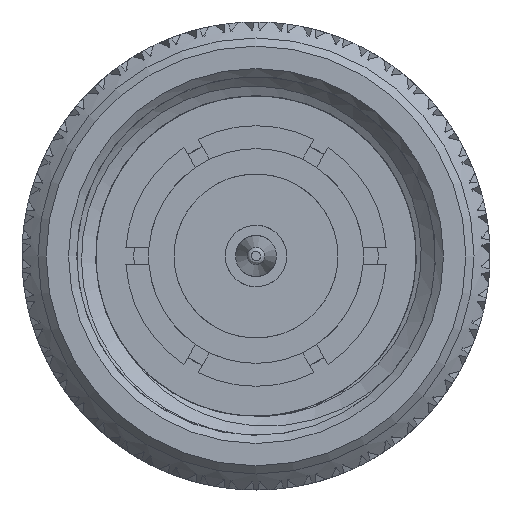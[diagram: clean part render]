
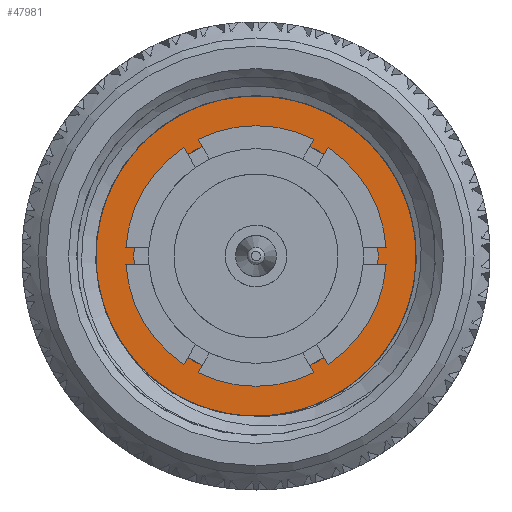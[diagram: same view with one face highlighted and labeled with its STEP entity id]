
A CAD part, left-side view. The second image highlights one B-rep face of the part: STEP entity #47981.
In plain terms, the highlighted planar face has unit normal (-1, 0, 0).
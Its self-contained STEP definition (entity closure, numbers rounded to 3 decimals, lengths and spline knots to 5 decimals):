
#52 = CIRCLE ( 'NONE', #86203, 0.149 ) ;
#2598 = EDGE_CURVE ( 'NONE', #21972, #69034, #91746, .T. ) ;
#3051 = DIRECTION ( 'NONE',  ( 0., 0., 1. ) ) ;
#4473 = CARTESIAN_POINT ( 'NONE',  ( 0.315, -0.14972, 0.15536 ) ) ;
#5560 = CARTESIAN_POINT ( 'NONE',  ( 0.315, 0., 0. ) ) ;
#5586 = CARTESIAN_POINT ( 'NONE',  ( 0.315, -0.04518, -0.1916 ) ) ;
#8496 = CIRCLE ( 'NONE', #103083, 0.21875 ) ;
#11410 = CARTESIAN_POINT ( 'NONE',  ( 0.315, -0.12779, 0.17637 ) ) ;
#11921 = CARTESIAN_POINT ( 'NONE',  ( 0.315, -0.1968, 0.07763 ) ) ;
#12444 = CARTESIAN_POINT ( 'NONE',  ( 0.315, -0.17788, -0.09907 ) ) ;
#13035 = CARTESIAN_POINT ( 'NONE',  ( 0.315, 0., -0.19555 ) ) ;
#13435 = CARTESIAN_POINT ( 'NONE',  ( 0.315, -0.19988, 0.06777 ) ) ;
#18968 = CARTESIAN_POINT ( 'NONE',  ( 0.315, 0., 0. ) ) ;
#19178 = CARTESIAN_POINT ( 'NONE',  ( 0.315, 0., 0. ) ) ;
#19873 = CARTESIAN_POINT ( 'NONE',  ( 0.315, -0.20791, 0.01776 ) ) ;
#20914 = CARTESIAN_POINT ( 'NONE',  ( 0.315, -0.0929, 0.19804 ) ) ;
#21067 = EDGE_CURVE ( 'NONE', #52558, #69034, #8496, .T. ) ;
#21972 = VERTEX_POINT ( 'NONE', #73106 ) ;
#22858 = EDGE_CURVE ( 'NONE', #34580, #34580, #52, .T. ) ;
#31400 = EDGE_CURVE ( 'NONE', #52558, #54869, #44834, .T. ) ;
#34580 = VERTEX_POINT ( 'NONE', #68869 ) ;
#35201 = CARTESIAN_POINT ( 'NONE',  ( 0.315, -0.08576, -0.1772 ) ) ;
#36743 = ORIENTED_EDGE ( 'NONE', *, *, #31400, .T. ) ;
#36780 = CARTESIAN_POINT ( 'NONE',  ( 0.315, -0.20615, 0.03797 ) ) ;
#38406 = CARTESIAN_POINT ( 'NONE',  ( 0.315, -0.06646, -0.18391 ) ) ;
#42438 = DIRECTION ( 'NONE',  ( 0., 1., 0. ) ) ;
#43637 = CARTESIAN_POINT ( 'NONE',  ( 0.315, -0.18775, -0.08136 ) ) ;
#44685 = CARTESIAN_POINT ( 'NONE',  ( 0.315, -0.20807, 0.00748 ) ) ;
#44834 = LINE ( 'NONE', #18968, #69535 ) ;
#45703 = CARTESIAN_POINT ( 'NONE',  ( 0.315, -0.17488, 0.12324 ) ) ;
#47981 = ADVANCED_FACE ( 'NONE', ( #88043, #70605 ), #80134, .T. ) ;
#50223 = CARTESIAN_POINT ( 'NONE',  ( 0.315, 0., 0. ) ) ;
#52133 = CARTESIAN_POINT ( 'NONE',  ( 0.315, -0.18495, 0.10566 ) ) ;
#52558 = VERTEX_POINT ( 'NONE', #67244 ) ;
#52661 = CARTESIAN_POINT ( 'NONE',  ( 0.315, -0.20212, -0.04292 ) ) ;
#52760 = CARTESIAN_POINT ( 'NONE',  ( 0.315, -0.02262, -0.19555 ) ) ;
#53349 = ORIENTED_EDGE ( 'NONE', *, *, #2598, .T. ) ;
#53689 = CARTESIAN_POINT ( 'NONE',  ( 0.315, -0.18933, 0.09653 ) ) ;
#54869 = VERTEX_POINT ( 'NONE', #104590 ) ;
#55838 = DIRECTION ( 'NONE',  ( -1., 0., 0. ) ) ;
#57669 = EDGE_CURVE ( 'NONE', #54869, #21972, #97055, .T. ) ;
#58463 = EDGE_LOOP ( 'NONE', ( #66390 ) ) ;
#60237 = DIRECTION ( 'NONE',  ( 1., 0., 0. ) ) ;
#61101 = CARTESIAN_POINT ( 'NONE',  ( 0.315, -0.15654, 0.14785 ) ) ;
#66390 = ORIENTED_EDGE ( 'NONE', *, *, #22858, .T. ) ;
#66759 = DIRECTION ( 'NONE',  ( 1., 0., 0. ) ) ;
#67244 = CARTESIAN_POINT ( 'NONE',  ( 0.315, 0., -0.21875 ) ) ;
#67438 = CARTESIAN_POINT ( 'NONE',  ( 0.315, -0.20454, 0.04797 ) ) ;
#67964 = CARTESIAN_POINT ( 'NONE',  ( 0.315, -0.06646, -0.18391 ) ) ;
#68483 = CARTESIAN_POINT ( 'NONE',  ( 0.315, -0.07629, -0.18093 ) ) ;
#68869 = CARTESIAN_POINT ( 'NONE',  ( 0.315, 0.149, 0. ) ) ;
#68999 = CARTESIAN_POINT ( 'NONE',  ( 0.315, -0.20629, -0.02311 ) ) ;
#69034 = VERTEX_POINT ( 'NONE', #73771 ) ;
#69535 = VECTOR ( 'NONE', #3051, 39.37008 ) ;
#70605 = FACE_OUTER_BOUND ( 'NONE', #100845, .T. ) ;
#72201 = DIRECTION ( 'NONE',  ( 0., -1., 0. ) ) ;
#73106 = CARTESIAN_POINT ( 'NONE',  ( 0.315, -0.06646, -0.18391 ) ) ;
#73771 = CARTESIAN_POINT ( 'NONE',  ( 0.315, -0.0929, 0.19804 ) ) ;
#76930 = CARTESIAN_POINT ( 'NONE',  ( 0.315, -0.11289, -0.16317 ) ) ;
#80134 = PLANE ( 'NONE',  #103380 ) ;
#83841 = CARTESIAN_POINT ( 'NONE',  ( 0.315, -0.15915, -0.12333 ) ) ;
#84875 = CARTESIAN_POINT ( 'NONE',  ( 0.315, -0.16916, 0.13176 ) ) ;
#85886 = CARTESIAN_POINT ( 'NONE',  ( 0.315, -0.10405, -0.16834 ) ) ;
#86203 = AXIS2_PLACEMENT_3D ( 'NONE', #19178, #66759, #42438 ) ;
#86700 = ORIENTED_EDGE ( 'NONE', *, *, #21067, .F. ) ;
#88043 = FACE_BOUND ( 'NONE', #58463, .T. ) ;
#91746 = B_SPLINE_CURVE_WITH_KNOTS ( 'NONE', 3,
 ( #67964, #68483, #35201, #85886, #76930, #91781, #92296, #99690, #83841, #12444, #43637, #52661, #68999, #44685, #19873, #36780, #67438, #13435, #11921, #53689, #52133, #45703, #84875, #61101, #4473, #11410, #93315, #20914 ),
 .UNSPECIFIED., .F., .F.,
 ( 4, 2, 2, 2, 2, 2, 2, 2, 2, 2, 2, 2, 2, 4 ),
 ( 0., 0.00077, 0.00155, 0.00232, 0.0031, 0.00464, 0.00619, 0.00697, 0.00774, 0.00852, 0.00929, 0.01006, 0.01084, 0.01239 ),
 .UNSPECIFIED. ) ;
#91781 = CARTESIAN_POINT ( 'NONE',  ( 0.315, -0.12971, -0.15147 ) ) ;
#92296 = CARTESIAN_POINT ( 'NONE',  ( 0.315, -0.13757, -0.14502 ) ) ;
#93315 = CARTESIAN_POINT ( 'NONE',  ( 0.315, -0.11106, 0.18848 ) ) ;
#97055 = B_SPLINE_CURVE_WITH_KNOTS ( 'NONE', 3,
 ( #13035, #52760, #5586, #38406 ),
 .UNSPECIFIED., .F., .F.,
 ( 4, 4 ),
 ( 0., 0.00172 ),
 .UNSPECIFIED. ) ;
#99690 = CARTESIAN_POINT ( 'NONE',  ( 0.315, -0.15227, -0.13097 ) ) ;
#99871 = DIRECTION ( 'NONE',  ( 0., -1., 0. ) ) ;
#100845 = EDGE_LOOP ( 'NONE', ( #86700, #36743, #103470, #53349 ) ) ;
#103083 = AXIS2_PLACEMENT_3D ( 'NONE', #50223, #60237, #99871 ) ;
#103380 = AXIS2_PLACEMENT_3D ( 'NONE', #5560, #55838, #72201 ) ;
#103470 = ORIENTED_EDGE ( 'NONE', *, *, #57669, .T. ) ;
#104590 = CARTESIAN_POINT ( 'NONE',  ( 0.315, 0., -0.19555 ) ) ;
